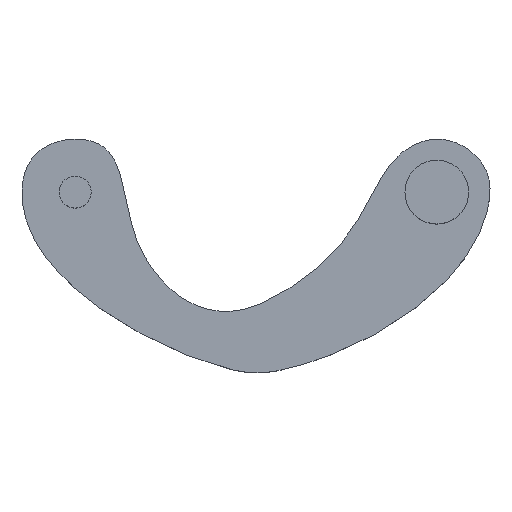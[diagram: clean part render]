
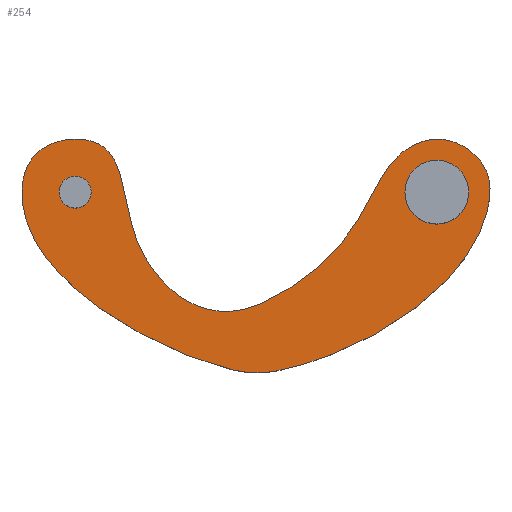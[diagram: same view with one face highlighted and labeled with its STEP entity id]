
A CAD part, top view. The second image highlights one B-rep face of the part: STEP entity #254.
In plain terms, the highlighted planar face has unit normal (0, 0, 1).
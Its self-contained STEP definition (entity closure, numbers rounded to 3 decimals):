
#1 = B_SPLINE_CURVE_WITH_KNOTS ( 'NONE', 3,
 ( #379, #172, #270, #253, #373, #371, #378, #382, #305, #192, #282 ),
 .UNSPECIFIED., .F., .F.,
 ( 4, 1, 1, 1, 1, 1, 1, 1, 4 ),
 ( 0.5, 0.684, 0.721, 0.801, 0.824, 0.93, 0.949, 0.994, 1. ),
 .UNSPECIFIED. ) ;
#8 = EDGE_LOOP ( 'NONE', ( #421, #414 ) ) ;
#19 = ORIENTED_EDGE ( 'NONE', *, *, #279, .F. ) ;
#21 = CARTESIAN_POINT ( 'NONE',  ( 6.672, 1.695, 2.5 ) ) ;
#27 = ORIENTED_EDGE ( 'NONE', *, *, #293, .F. ) ;
#46 = AXIS2_PLACEMENT_3D ( 'NONE', #139, #156, #240 ) ;
#47 = CARTESIAN_POINT ( 'NONE',  ( 6.672, 1.695, 2.5 ) ) ;
#49 = CARTESIAN_POINT ( 'NONE',  ( 6.899, 1.905, 2.5 ) ) ;
#55 = CARTESIAN_POINT ( 'NONE',  ( 7.471, 2.305, 2.5 ) ) ;
#62 = CARTESIAN_POINT ( 'NONE',  ( 9.061, 2.78, 2.5 ) ) ;
#64 = EDGE_CURVE ( 'NONE', #301, #98, #308, .T. ) ;
#70 = CARTESIAN_POINT ( 'NONE',  ( 11.345, 1.282, 2.5 ) ) ;
#75 = CARTESIAN_POINT ( 'NONE',  ( 10.077, -5.052, 2.5 ) ) ;
#76 = CARTESIAN_POINT ( 'NONE',  ( 2.771, -8.349, 2.5 ) ) ;
#83 = CARTESIAN_POINT ( 'NONE',  ( -11., 0., 2.5 ) ) ;
#85 = CARTESIAN_POINT ( 'NONE',  ( -11.048, -4.376, 2.5 ) ) ;
#98 = VERTEX_POINT ( 'NONE', #21 ) ;
#99 = FACE_BOUND ( 'NONE', #205, .T. ) ;
#122 = CARTESIAN_POINT ( 'NONE',  ( -7.75, 0., 2.5 ) ) ;
#139 = CARTESIAN_POINT ( 'NONE',  ( -8.5, 0., 2.5 ) ) ;
#150 = DIRECTION ( 'NONE',  ( -1., 0., 0. ) ) ;
#156 = DIRECTION ( 'NONE',  ( 0., 0., 1. ) ) ;
#157 = CARTESIAN_POINT ( 'NONE',  ( -9.25, 0., 2.5 ) ) ;
#159 = CIRCLE ( 'NONE', #163, 0.75 ) ;
#163 = AXIS2_PLACEMENT_3D ( 'NONE', #422, #409, #440 ) ;
#164 = ORIENTED_EDGE ( 'NONE', *, *, #251, .F. ) ;
#165 = DIRECTION ( 'NONE',  ( 0., 0., 1. ) ) ;
#172 = CARTESIAN_POINT ( 'NONE',  ( 5.206, 0.335, 2.5 ) ) ;
#174 = CARTESIAN_POINT ( 'NONE',  ( -2.089, -8.693, 2.5 ) ) ;
#177 = EDGE_CURVE ( 'NONE', #204, #377, #348, .T. ) ;
#192 = CARTESIAN_POINT ( 'NONE',  ( -10.998, 0.174, 2.5 ) ) ;
#194 = VERTEX_POINT ( 'NONE', #283 ) ;
#204 = VERTEX_POINT ( 'NONE', #157 ) ;
#205 = EDGE_LOOP ( 'NONE', ( #19, #27 ) ) ;
#206 = FACE_OUTER_BOUND ( 'NONE', #8, .T. ) ;
#212 = AXIS2_PLACEMENT_3D ( 'NONE', #429, #165, #150 ) ;
#226 = VERTEX_POINT ( 'NONE', #400 ) ;
#232 = AXIS2_PLACEMENT_3D ( 'NONE', #423, #363, #298 ) ;
#240 = DIRECTION ( 'NONE',  ( -1., 0., 0. ) ) ;
#251 = EDGE_CURVE ( 'NONE', #377, #204, #159, .T. ) ;
#253 = CARTESIAN_POINT ( 'NONE',  ( -1.706, -6.336, 2.5 ) ) ;
#254 = ADVANCED_FACE ( 'NONE', ( #99, #206, #315 ), #432, .F. ) ;
#263 = CIRCLE ( 'NONE', #212, 1.5 ) ;
#270 = CARTESIAN_POINT ( 'NONE',  ( 5.218, -2.649, 2.5 ) ) ;
#276 = AXIS2_PLACEMENT_3D ( 'NONE', #289, #294, #304 ) ;
#279 = EDGE_CURVE ( 'NONE', #194, #226, #263, .T. ) ;
#280 = CIRCLE ( 'NONE', #276, 1.5 ) ;
#282 = CARTESIAN_POINT ( 'NONE',  ( -11., 0., 2.5 ) ) ;
#283 = CARTESIAN_POINT ( 'NONE',  ( 7., 0., 2.5 ) ) ;
#285 = EDGE_CURVE ( 'NONE', #98, #301, #1, .T. ) ;
#289 = CARTESIAN_POINT ( 'NONE',  ( 8.5, 0., 2.5 ) ) ;
#291 = EDGE_LOOP ( 'NONE', ( #343, #164 ) ) ;
#293 = EDGE_CURVE ( 'NONE', #226, #194, #280, .T. ) ;
#294 = DIRECTION ( 'NONE',  ( 0., 0., 1. ) ) ;
#298 = DIRECTION ( 'NONE',  ( -1., 0., 0. ) ) ;
#301 = VERTEX_POINT ( 'NONE', #332 ) ;
#304 = DIRECTION ( 'NONE',  ( -1., 0., 0. ) ) ;
#305 = CARTESIAN_POINT ( 'NONE',  ( -10.879, 1.753, 2.5 ) ) ;
#308 = B_SPLINE_CURVE_WITH_KNOTS ( 'NONE', 3,
 ( #83, #85, #174, #76, #75, #70, #62, #55, #49, #47 ),
 .UNSPECIFIED., .F., .F.,
 ( 4, 1, 1, 1, 1, 1, 1, 4 ),
 ( 0., 0.144, 0.181, 0.352, 0.381, 0.438, 0.472, 0.5 ),
 .UNSPECIFIED. ) ;
#315 = FACE_BOUND ( 'NONE', #291, .T. ) ;
#332 = CARTESIAN_POINT ( 'NONE',  ( -11., 0., 2.5 ) ) ;
#343 = ORIENTED_EDGE ( 'NONE', *, *, #177, .F. ) ;
#348 = CIRCLE ( 'NONE', #46, 0.75 ) ;
#363 = DIRECTION ( 'NONE',  ( 0., 0., -1. ) ) ;
#371 = CARTESIAN_POINT ( 'NONE',  ( -6.467, -0.819, 2.5 ) ) ;
#373 = CARTESIAN_POINT ( 'NONE',  ( -4.354, -4.663, 2.5 ) ) ;
#377 = VERTEX_POINT ( 'NONE', #122 ) ;
#378 = CARTESIAN_POINT ( 'NONE',  ( -5.972, 2.357, 2.5 ) ) ;
#379 = CARTESIAN_POINT ( 'NONE',  ( 6.672, 1.695, 2.5 ) ) ;
#382 = CARTESIAN_POINT ( 'NONE',  ( -9.373, 2.585, 2.5 ) ) ;
#400 = CARTESIAN_POINT ( 'NONE',  ( 10., 0., 2.5 ) ) ;
#409 = DIRECTION ( 'NONE',  ( 0., 0., 1. ) ) ;
#414 = ORIENTED_EDGE ( 'NONE', *, *, #285, .T. ) ;
#421 = ORIENTED_EDGE ( 'NONE', *, *, #64, .T. ) ;
#422 = CARTESIAN_POINT ( 'NONE',  ( -8.5, 0., 2.5 ) ) ;
#423 = CARTESIAN_POINT ( 'NONE',  ( 6.672, 1.695, 2.5 ) ) ;
#429 = CARTESIAN_POINT ( 'NONE',  ( 8.5, 0., 2.5 ) ) ;
#432 = PLANE ( 'NONE',  #232 ) ;
#440 = DIRECTION ( 'NONE',  ( -1., 0., 0. ) ) ;
